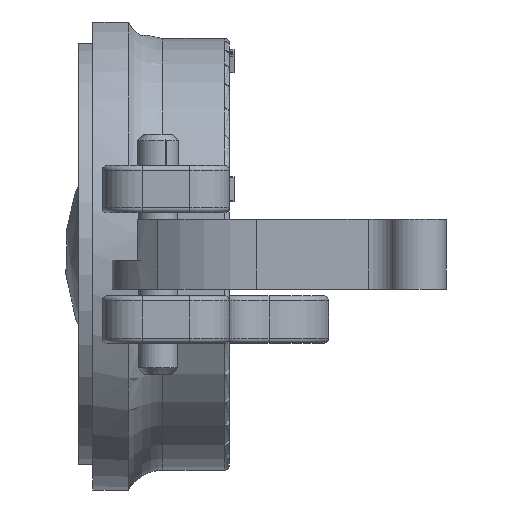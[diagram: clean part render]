
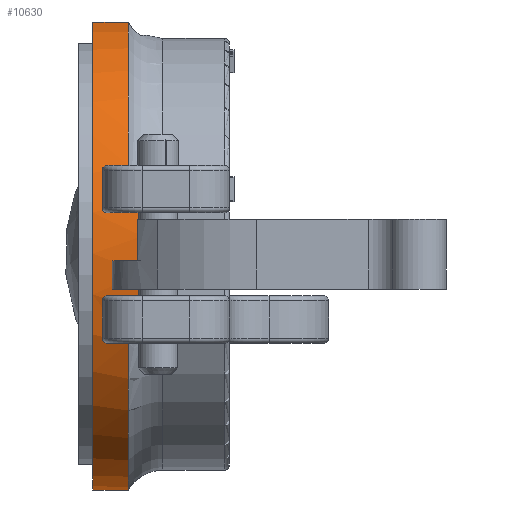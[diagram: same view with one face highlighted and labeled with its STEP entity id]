
A CAD part, left-side view. The second image highlights one B-rep face of the part: STEP entity #10630.
In plain terms, the highlighted cylindrical face has radius 37.719 mm (diameter 75.438 mm), a partial arc.
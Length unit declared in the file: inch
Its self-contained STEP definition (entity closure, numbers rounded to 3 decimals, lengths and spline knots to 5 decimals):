
#968=FACE_OUTER_BOUND('',#1588,.T.);
#1588=EDGE_LOOP('',(#7388,#7389,#7390,#7391,#7392,#7393,#7394,#7395,#7396,
#7397,#7398,#7399));
#2294=LINE('',#14998,#3345);
#2295=LINE('',#15001,#3346);
#2296=LINE('',#15003,#3347);
#2297=LINE('',#15007,#3348);
#2298=LINE('',#15011,#3349);
#2299=LINE('',#15014,#3350);
#3345=VECTOR('',#12282,0.3937);
#3346=VECTOR('',#12285,0.3937);
#3347=VECTOR('',#12286,0.3937);
#3348=VECTOR('',#12289,0.3937);
#3349=VECTOR('',#12292,0.3937);
#3350=VECTOR('',#12295,0.3937);
#4382=CIRCLE('',#11393,1.485);
#4397=CIRCLE('',#11413,1.485);
#4398=CIRCLE('',#11415,1.485);
#4399=CIRCLE('',#11416,1.485);
#4400=CIRCLE('',#11417,1.485);
#4401=CIRCLE('',#11418,1.485);
#4664=VERTEX_POINT('',#14929);
#4667=VERTEX_POINT('',#14936);
#4690=VERTEX_POINT('',#14991);
#4691=VERTEX_POINT('',#14993);
#4692=VERTEX_POINT('',#14997);
#4693=VERTEX_POINT('',#14999);
#4694=VERTEX_POINT('',#15002);
#4695=VERTEX_POINT('',#15004);
#4696=VERTEX_POINT('',#15006);
#4697=VERTEX_POINT('',#15008);
#4698=VERTEX_POINT('',#15010);
#4699=VERTEX_POINT('',#15012);
#5733=EDGE_CURVE('',#4664,#4667,#4382,.T.);
#5760=EDGE_CURVE('',#4691,#4690,#4397,.T.);
#5762=EDGE_CURVE('',#4692,#4690,#2294,.T.);
#5763=EDGE_CURVE('',#4693,#4692,#4398,.T.);
#5764=EDGE_CURVE('',#4664,#4693,#2295,.T.);
#5765=EDGE_CURVE('',#4694,#4667,#2296,.T.);
#5766=EDGE_CURVE('',#4695,#4694,#4399,.T.);
#5767=EDGE_CURVE('',#4696,#4695,#2297,.T.);
#5768=EDGE_CURVE('',#4697,#4696,#4400,.T.);
#5769=EDGE_CURVE('',#4698,#4697,#2298,.T.);
#5770=EDGE_CURVE('',#4699,#4698,#4401,.T.);
#5771=EDGE_CURVE('',#4691,#4699,#2299,.T.);
#7388=ORIENTED_EDGE('',*,*,#5762,.F.);
#7389=ORIENTED_EDGE('',*,*,#5763,.F.);
#7390=ORIENTED_EDGE('',*,*,#5764,.F.);
#7391=ORIENTED_EDGE('',*,*,#5733,.T.);
#7392=ORIENTED_EDGE('',*,*,#5765,.F.);
#7393=ORIENTED_EDGE('',*,*,#5766,.F.);
#7394=ORIENTED_EDGE('',*,*,#5767,.F.);
#7395=ORIENTED_EDGE('',*,*,#5768,.F.);
#7396=ORIENTED_EDGE('',*,*,#5769,.F.);
#7397=ORIENTED_EDGE('',*,*,#5770,.F.);
#7398=ORIENTED_EDGE('',*,*,#5771,.F.);
#7399=ORIENTED_EDGE('',*,*,#5760,.T.);
#10532=CYLINDRICAL_SURFACE('',#11414,1.485);
#10630=ADVANCED_FACE('',(#968),#10532,.T.);
#11393=AXIS2_PLACEMENT_3D('',#14938,#12225,#12226);
#11413=AXIS2_PLACEMENT_3D('',#14994,#12277,#12278);
#11414=AXIS2_PLACEMENT_3D('',#14996,#12280,#12281);
#11415=AXIS2_PLACEMENT_3D('',#15000,#12283,#12284);
#11416=AXIS2_PLACEMENT_3D('',#15005,#12287,#12288);
#11417=AXIS2_PLACEMENT_3D('',#15009,#12290,#12291);
#11418=AXIS2_PLACEMENT_3D('',#15013,#12293,#12294);
#12225=DIRECTION('center_axis',(0.,-1.,0.));
#12226=DIRECTION('ref_axis',(1.,0.,0.));
#12277=DIRECTION('center_axis',(0.,-1.,0.));
#12278=DIRECTION('ref_axis',(1.,0.,0.));
#12280=DIRECTION('center_axis',(0.,-1.,0.));
#12281=DIRECTION('ref_axis',(0.,0.,1.));
#12282=DIRECTION('',(0.,1.,0.));
#12283=DIRECTION('center_axis',(0.,1.,0.));
#12284=DIRECTION('ref_axis',(0.,0.,1.));
#12285=DIRECTION('',(0.,-1.,0.));
#12286=DIRECTION('',(0.,1.,0.));
#12287=DIRECTION('center_axis',(0.,1.,0.));
#12288=DIRECTION('ref_axis',(0.,0.,1.));
#12289=DIRECTION('',(0.,1.,0.));
#12290=DIRECTION('center_axis',(0.,-1.,0.));
#12291=DIRECTION('ref_axis',(0.,0.,1.));
#12292=DIRECTION('',(0.,-1.,0.));
#12293=DIRECTION('center_axis',(0.,1.,0.));
#12294=DIRECTION('ref_axis',(0.,0.,1.));
#12295=DIRECTION('',(0.,-1.,0.));
#14929=CARTESIAN_POINT('',(-1.37536,0.31,0.56));
#14936=CARTESIAN_POINT('',(-1.37536,0.31,-0.56));
#14938=CARTESIAN_POINT('Origin',(0.,0.31,0.));
#14991=CARTESIAN_POINT('',(1.37536,0.31,0.56));
#14993=CARTESIAN_POINT('',(1.37536,0.31,-0.56));
#14994=CARTESIAN_POINT('Origin',(0.,0.31,0.));
#14996=CARTESIAN_POINT('Origin',(0.,0.155,0.));
#14997=CARTESIAN_POINT('',(1.37536,0.22349,0.56));
#14998=CARTESIAN_POINT('',(1.37536,0.155,0.56));
#14999=CARTESIAN_POINT('',(-1.37536,0.22349,0.56));
#15000=CARTESIAN_POINT('Origin',(0.,0.22349,0.));
#15001=CARTESIAN_POINT('',(-1.37536,0.155,0.56));
#15002=CARTESIAN_POINT('',(-1.37536,0.22349,-0.56));
#15003=CARTESIAN_POINT('',(-1.37536,0.155,-0.56));
#15004=CARTESIAN_POINT('',(-0.25,0.22349,-1.4638));
#15005=CARTESIAN_POINT('Origin',(0.,0.22349,0.));
#15006=CARTESIAN_POINT('',(-0.25,0.,-1.4638));
#15007=CARTESIAN_POINT('',(-0.25,0.155,-1.4638));
#15008=CARTESIAN_POINT('',(0.25,0.,-1.4638));
#15009=CARTESIAN_POINT('Origin',(0.,0.,0.));
#15010=CARTESIAN_POINT('',(0.25,0.22349,-1.4638));
#15011=CARTESIAN_POINT('',(0.25,0.155,-1.4638));
#15012=CARTESIAN_POINT('',(1.37536,0.22349,-0.56));
#15013=CARTESIAN_POINT('Origin',(0.,0.22349,0.));
#15014=CARTESIAN_POINT('',(1.37536,0.155,-0.56));
